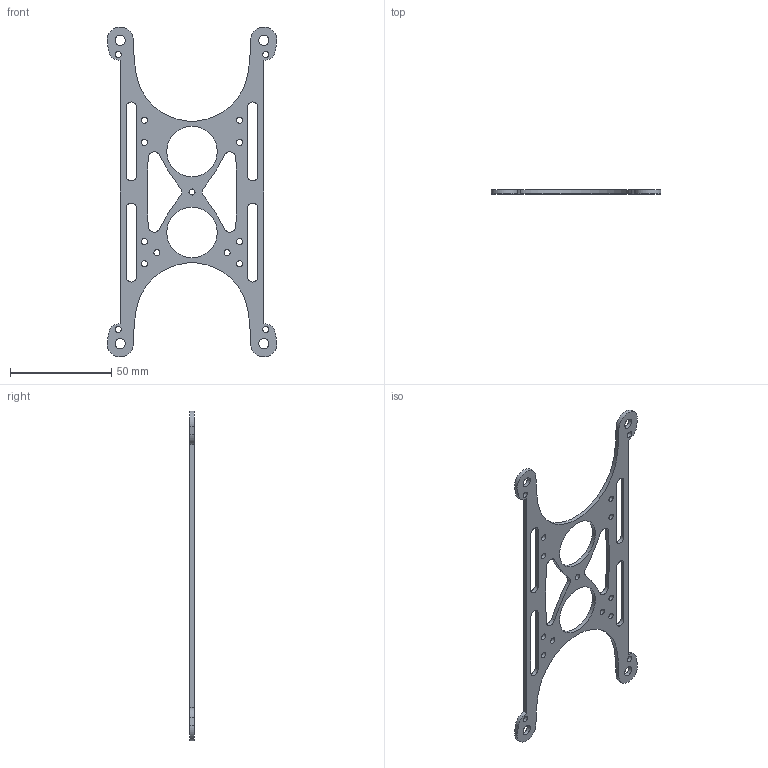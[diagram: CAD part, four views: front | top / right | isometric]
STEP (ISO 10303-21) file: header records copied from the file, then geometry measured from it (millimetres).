
FILE_DESCRIPTION(/* description */ (''),/* implementation_level */ '2;1');
FILE_NAME(/* name */ '下板 v13.step',/* time_stamp */ '2022-05-26T19:15:49+08:00',/* author */ (''),/* organization */ (''),/* preprocessor_version */ 'ST-DEVELOPER v19',/* originating_system */ 'Autodesk Translation Framework v11.7.0.108',/* authorisation */ '');
FILE_SCHEMA (('AUTOMOTIVE_DESIGN { 1 0 10303 214 3 1 1 }'));
Length unit declared in the file: millimetre
Products named in the file (1): base_link
Bounding box: 84 x 2 x 163 mm (x, y, z)
Volume: 9008 mm3; surface area: 12008.9 mm2
Topology: 1 solids, 1 shells, 71 faces, 207 edges, 138 vertices
Faces by surface type: cylinder 59, plane 12
Full cylindrical faces by diameter (mm): 3 x15, 5 x4, 25 x2
Entity records: 2567 total; most frequent: DIRECTION 469, CARTESIAN_POINT 417, ORIENTED_EDGE 414, EDGE_CURVE 207, AXIS2_PLACEMENT_3D 190, VERTEX_POINT 138, EDGE_LOOP 125, CIRCLE 118
